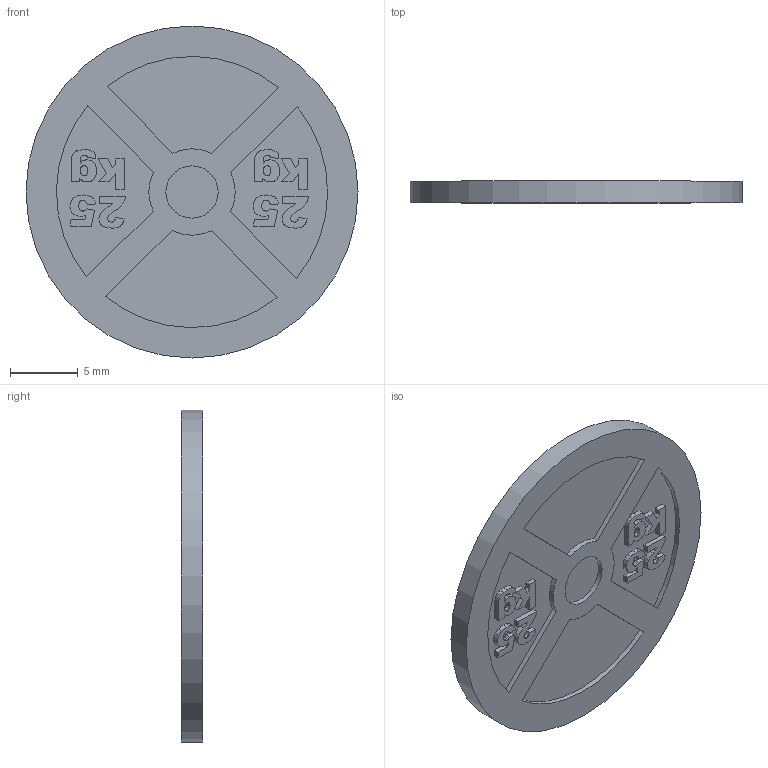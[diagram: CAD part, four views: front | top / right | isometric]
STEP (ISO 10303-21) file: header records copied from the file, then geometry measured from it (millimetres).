
FILE_DESCRIPTION(/* description */ (''),/* implementation_level */ '2;1');
FILE_NAME(/* name */ 'PlateForNtasha v1.step',/* time_stamp */ '2024-09-17T19:15:08-07:00',/* author */ (''),/* organization */ (''),/* preprocessor_version */ 'ST-DEVELOPER v20',/* originating_system */ 'Autodesk Translation Framework v13.14.0.145',/* authorisation */ '');
FILE_SCHEMA (('AUTOMOTIVE_DESIGN { 1 0 10303 214 3 1 1 }'));
Length unit declared in the file: inch
Products named in the file (1): PlateForNtasha
Bounding box: 24.41 x 1.59 x 24.41 mm (x, y, z)
Volume: 579.3 mm3; surface area: 1230.8 mm2
Topology: 1 solids, 1 shells, 439 faces, 1221 edges, 814 vertices
Faces by surface type: bspline 256, plane 164, cylinder 19
Full cylindrical faces by diameter (mm): 3.853 x2, 24.415 x1
Entity records: 16388 total; most frequent: CARTESIAN_POINT 6827, ORIENTED_EDGE 2442, EDGE_CURVE 1221, DIRECTION 1115, VERTEX_POINT 814, LINE 671, VECTOR 671, B_SPLINE_CURVE_WITH_KNOTS 512
